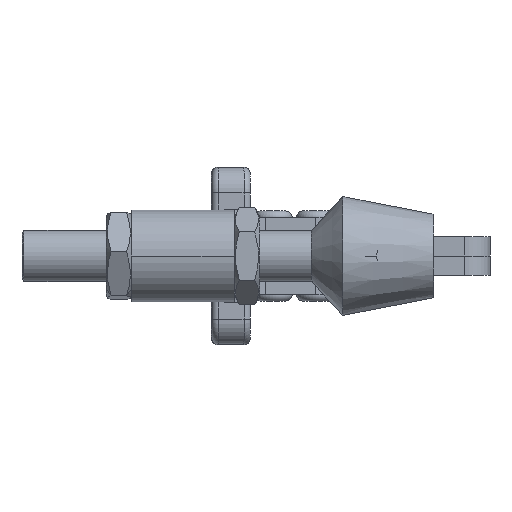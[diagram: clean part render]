
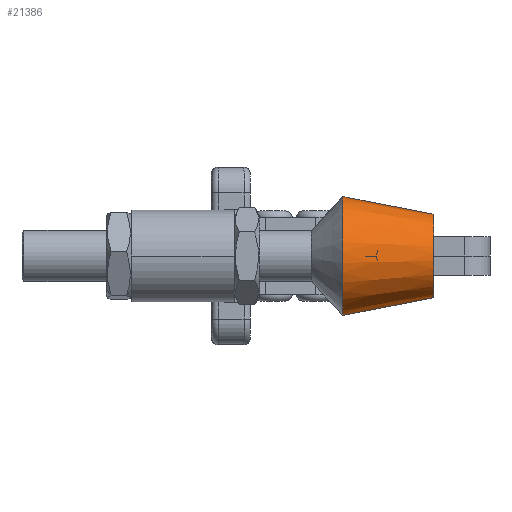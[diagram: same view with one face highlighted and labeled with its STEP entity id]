
A CAD part, left-side view. The second image highlights one B-rep face of the part: STEP entity #21386.
In plain terms, the highlighted conical face has half-angle 11 degrees and reference radius 6.5 mm.
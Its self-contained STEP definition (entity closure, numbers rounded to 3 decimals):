
#2947 = DIRECTION ( 'NONE',  ( 0., 0.982, -0.191 ) ) ;
#2948 = DIRECTION ( 'NONE',  ( 0., 0.982, 0.191 ) ) ;
#2949 = CARTESIAN_POINT ( 'NONE',  ( 0., 0., -6.5 ) ) ;
#2953 = CARTESIAN_POINT ( 'NONE',  ( 0., 0., 6.5 ) ) ;
#2964 = CARTESIAN_POINT ( 'NONE',  ( 0., 14.111, 0. ) ) ;
#2965 = DIRECTION ( 'NONE',  ( 0., -1., 0. ) ) ;
#2966 = DIRECTION ( 'NONE',  ( 0., 0., -1. ) ) ;
#2969 = CARTESIAN_POINT ( 'NONE',  ( 0., 0., 0. ) ) ;
#2970 = DIRECTION ( 'NONE',  ( 0., -1., 0. ) ) ;
#2971 = DIRECTION ( 'NONE',  ( 0., 0., -1. ) ) ;
#5813 = EDGE_LOOP ( 'NONE', ( #18621, #18622, #18623, #18624 ) ) ;
#6217 = AXIS2_PLACEMENT_3D ( 'NONE', #2964, #2965, #2966 ) ;
#6218 = AXIS2_PLACEMENT_3D ( 'NONE', #2969, #2970, #2971 ) ;
#6498 = AXIS2_PLACEMENT_3D ( 'NONE', #7518, #7516, #7511 ) ;
#7403 = CARTESIAN_POINT ( 'NONE',  ( 0., 0., -6.5 ) ) ;
#7511 = DIRECTION ( 'NONE',  ( 0., 0., 1. ) ) ;
#7516 = DIRECTION ( 'NONE',  ( 0., 1., 0. ) ) ;
#7518 = CARTESIAN_POINT ( 'NONE',  ( 0., 0., 0. ) ) ;
#8685 = EDGE_CURVE ( 'NONE', #21332, #22292, #13192, .T. ) ;
#8687 = EDGE_CURVE ( 'NONE', #9466, #9480, #13197, .T. ) ;
#8691 = EDGE_CURVE ( 'NONE', #9480, #22292, #13201, .T. ) ;
#8692 = EDGE_CURVE ( 'NONE', #9466, #21332, #13205, .T. ) ;
#9466 = VERTEX_POINT ( 'NONE', #27019 ) ;
#9480 = VERTEX_POINT ( 'NONE', #26998 ) ;
#12014 = FACE_OUTER_BOUND ( 'NONE', #5813, .T. ) ;
#12025 = CONICAL_SURFACE ( 'NONE', #6498, 6.5, 0.192 ) ;
#13192 = LINE ( 'NONE', #2949, #13196 ) ;
#13196 = VECTOR ( 'NONE', #2947, 1000. ) ;
#13197 = LINE ( 'NONE', #2953, #13199 ) ;
#13199 = VECTOR ( 'NONE', #2948, 1000. ) ;
#13201 = CIRCLE ( 'NONE', #6217, 9.243 ) ;
#13205 = CIRCLE ( 'NONE', #6218, 6.5 ) ;
#18621 = ORIENTED_EDGE ( 'NONE', *, *, #8685, .F. ) ;
#18622 = ORIENTED_EDGE ( 'NONE', *, *, #8692, .F. ) ;
#18623 = ORIENTED_EDGE ( 'NONE', *, *, #8687, .T. ) ;
#18624 = ORIENTED_EDGE ( 'NONE', *, *, #8691, .T. ) ;
#20709 = CARTESIAN_POINT ( 'NONE',  ( 0., 14.111, -9.243 ) ) ;
#21332 = VERTEX_POINT ( 'NONE', #7403 ) ;
#21386 = ADVANCED_FACE ( 'NONE', ( #12014 ), #12025, .T. ) ;
#22292 = VERTEX_POINT ( 'NONE', #20709 ) ;
#26998 = CARTESIAN_POINT ( 'NONE',  ( 0., 14.111, 9.243 ) ) ;
#27019 = CARTESIAN_POINT ( 'NONE',  ( 0., 0., 6.5 ) ) ;
